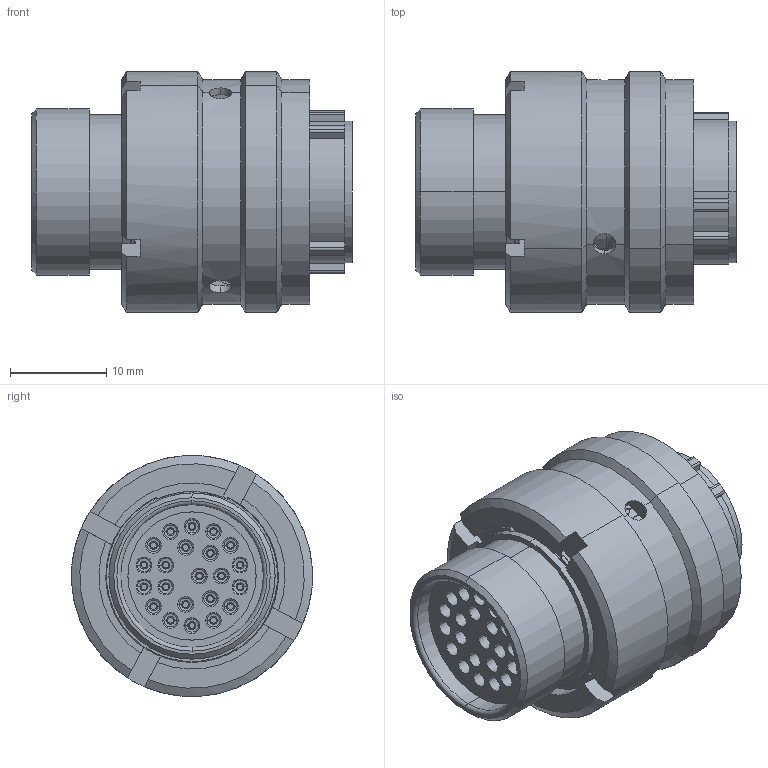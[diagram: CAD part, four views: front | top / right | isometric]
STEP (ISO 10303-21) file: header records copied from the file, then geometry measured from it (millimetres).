
FILE_DESCRIPTION (( 'STEP AP214' ), '1' );
FILE_NAME ('AS612-35PA.STEP', '2015-09-28T15:45:51', ( 'TE Connectivity' ), ( 'TE Connectivity' ), 'SwSTEP 2.0', 'SolidWorks 2014', '' );
FILE_SCHEMA (( 'AUTOMOTIVE_DESIGN' ));
Length unit declared in the file: millimetre
Products named in the file (1): AS612-35PA
Bounding box: 33.37 x 25.08 x 25.08 mm (x, y, z)
Volume: 7266.6 mm3; surface area: 10604.6 mm2
Topology: 30 solids, 30 shells, 1378 faces, 3285 edges, 2042 vertices
Faces by surface type: plane 450, cylinder 406, torus 362, cone 144, bspline 9, sphere 7
Entity records: 60667 total; most frequent: CARTESIAN_POINT 14005, DIRECTION 6623, ORIENTED_EDGE 6536, EDGE_CURVE 3268, AXIS2_PLACEMENT_3D 2906, VERTEX_POINT 2032, EDGE_LOOP 1556, CIRCLE 1539
